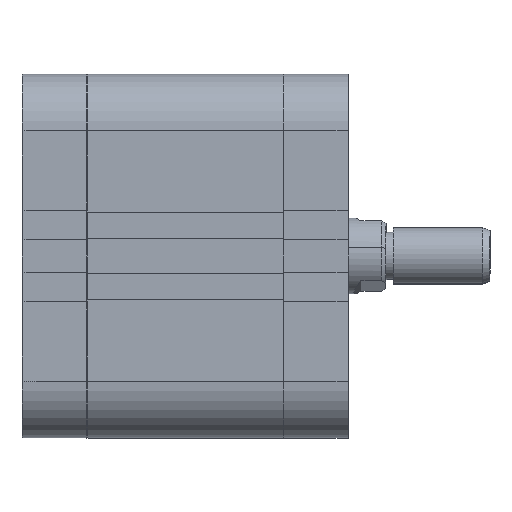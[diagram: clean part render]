
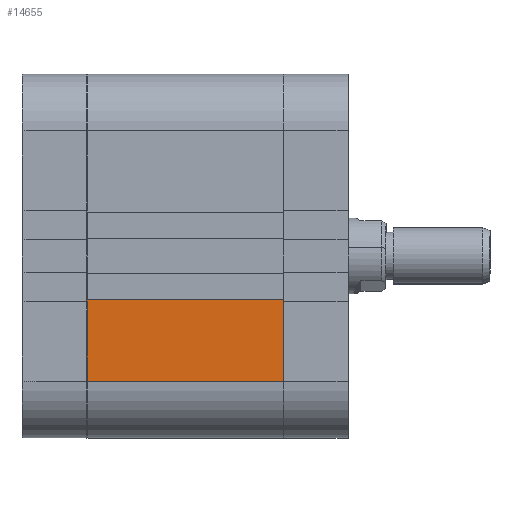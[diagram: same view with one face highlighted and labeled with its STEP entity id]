
A CAD part, front view. The second image highlights one B-rep face of the part: STEP entity #14655.
In plain terms, the highlighted planar face has unit normal (0, -1, 0).
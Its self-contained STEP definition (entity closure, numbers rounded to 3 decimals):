
#72 = VECTOR ( 'NONE', #18109, 1000. ) ;
#2233 = CARTESIAN_POINT ( 'NONE',  ( 41.5, -38.5, -9.3 ) ) ;
#4556 = DIRECTION ( 'NONE',  ( 1., 0., 0. ) ) ;
#5394 = LINE ( 'NONE', #13314, #31858 ) ;
#5599 = CARTESIAN_POINT ( 'NONE',  ( 41.5, -38.5, -38.5 ) ) ;
#8564 = AXIS2_PLACEMENT_3D ( 'NONE', #5599, #20821, #31591 ) ;
#10611 = ORIENTED_EDGE ( 'NONE', *, *, #17192, .T. ) ;
#11874 = EDGE_LOOP ( 'NONE', ( #17028, #32758, #10611, #20319 ) ) ;
#12639 = LINE ( 'NONE', #20241, #72 ) ;
#13144 = VECTOR ( 'NONE', #14396, 1000. ) ;
#13314 = CARTESIAN_POINT ( 'NONE',  ( 0., -38.5, -38.5 ) ) ;
#13599 = EDGE_CURVE ( 'NONE', #13938, #25602, #12639, .T. ) ;
#13938 = VERTEX_POINT ( 'NONE', #2233 ) ;
#14396 = DIRECTION ( 'NONE',  ( 0., 0., -1. ) ) ;
#14655 = ADVANCED_FACE ( 'NONE', ( #18162 ), #24645, .F. ) ;
#15276 = VERTEX_POINT ( 'NONE', #19281 ) ;
#16762 = CARTESIAN_POINT ( 'NONE',  ( 0., -38.5, -26.5 ) ) ;
#17028 = ORIENTED_EDGE ( 'NONE', *, *, #13599, .T. ) ;
#17192 = EDGE_CURVE ( 'NONE', #26141, #15276, #34030, .T. ) ;
#18109 = DIRECTION ( 'NONE',  ( -1., 0., 0. ) ) ;
#18162 = FACE_OUTER_BOUND ( 'NONE', #11874, .T. ) ;
#19281 = CARTESIAN_POINT ( 'NONE',  ( 41.5, -38.5, -26.5 ) ) ;
#19686 = CARTESIAN_POINT ( 'NONE',  ( 0., -38.5, -9.3 ) ) ;
#20241 = CARTESIAN_POINT ( 'NONE',  ( 41.501, -38.5, -9.3 ) ) ;
#20319 = ORIENTED_EDGE ( 'NONE', *, *, #27959, .F. ) ;
#20821 = DIRECTION ( 'NONE',  ( 0., 1., 0. ) ) ;
#23231 = VECTOR ( 'NONE', #4556, 1000. ) ;
#24094 = DIRECTION ( 'NONE',  ( 0., 0., -1. ) ) ;
#24645 = PLANE ( 'NONE',  #8564 ) ;
#25602 = VERTEX_POINT ( 'NONE', #19686 ) ;
#25691 = LINE ( 'NONE', #33299, #13144 ) ;
#26141 = VERTEX_POINT ( 'NONE', #16762 ) ;
#27959 = EDGE_CURVE ( 'NONE', #13938, #15276, #25691, .T. ) ;
#29595 = EDGE_CURVE ( 'NONE', #25602, #26141, #5394, .T. ) ;
#31369 = CARTESIAN_POINT ( 'NONE',  ( 41.5, -38.5, -26.5 ) ) ;
#31591 = DIRECTION ( 'NONE',  ( 0., 0., 1. ) ) ;
#31858 = VECTOR ( 'NONE', #24094, 1000. ) ;
#32758 = ORIENTED_EDGE ( 'NONE', *, *, #29595, .T. ) ;
#33299 = CARTESIAN_POINT ( 'NONE',  ( 41.5, -38.5, -38.5 ) ) ;
#34030 = LINE ( 'NONE', #31369, #23231 ) ;
